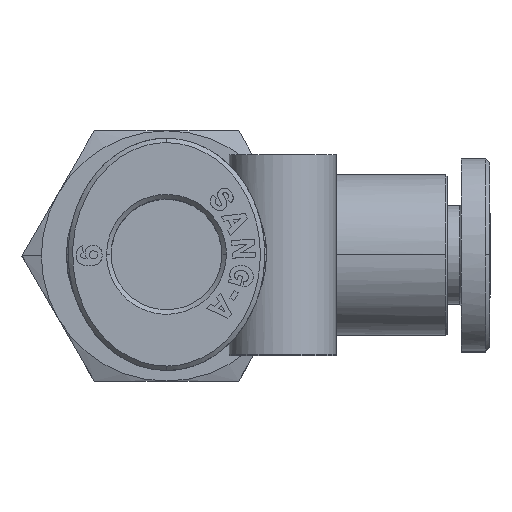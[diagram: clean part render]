
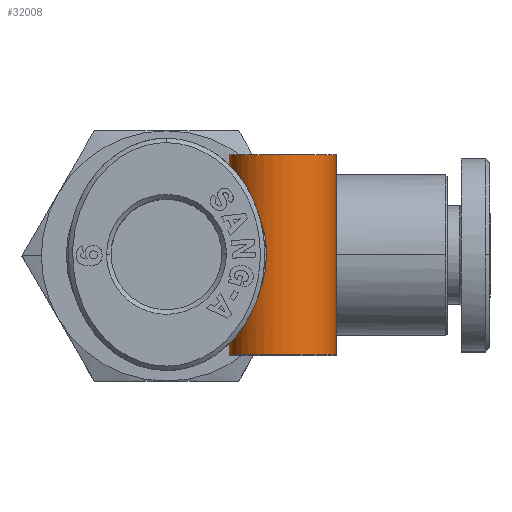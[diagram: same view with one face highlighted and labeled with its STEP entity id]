
A CAD part, top view. The second image highlights one B-rep face of the part: STEP entity #32008.
In plain terms, the highlighted cylindrical face has radius 3 mm (diameter 6 mm), a partial arc.
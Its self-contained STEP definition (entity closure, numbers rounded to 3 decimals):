
#731 = CARTESIAN_POINT ( 'NONE',  ( -12.599, 3.895, 5.175 ) ) ;
#1029 = LINE ( 'NONE', #38525, #47475 ) ;
#1084 = EDGE_LOOP ( 'NONE', ( #9716, #29677, #3883, #4781, #13275, #52611, #34194 ) ) ;
#2327 = CARTESIAN_POINT ( 'NONE',  ( -10.9, 4.371, 4.65 ) ) ;
#2409 = DIRECTION ( 'NONE',  ( 0., 1., 0. ) ) ;
#3001 = VERTEX_POINT ( 'NONE', #50260 ) ;
#3204 = EDGE_CURVE ( 'NONE', #25243, #8881, #1029, .T. ) ;
#3601 = CIRCLE ( 'NONE', #16203, 3. ) ;
#3883 = ORIENTED_EDGE ( 'NONE', *, *, #25818, .T. ) ;
#4762 = EDGE_CURVE ( 'NONE', #7190, #51084, #17921, .T. ) ;
#4781 = ORIENTED_EDGE ( 'NONE', *, *, #19055, .T. ) ;
#4864 = CARTESIAN_POINT ( 'NONE',  ( -13.607, 2.093, 6.351 ) ) ;
#5197 = CARTESIAN_POINT ( 'NONE',  ( -11.943, 4.218, 4.834 ) ) ;
#6872 = CIRCLE ( 'NONE', #33188, 3. ) ;
#7076 = VERTEX_POINT ( 'NONE', #46344 ) ;
#7107 = CARTESIAN_POINT ( 'NONE',  ( -13.762, 0., 6.75 ) ) ;
#7190 = VERTEX_POINT ( 'NONE', #31132 ) ;
#7762 = AXIS2_PLACEMENT_3D ( 'NONE', #11126, #2409, #11302 ) ;
#8881 = VERTEX_POINT ( 'NONE', #48820 ) ;
#8928 = CARTESIAN_POINT ( 'NONE',  ( -12.501, 3.96, 5.11 ) ) ;
#9386 = CARTESIAN_POINT ( 'NONE',  ( -10.9, -4.371, 4.65 ) ) ;
#9716 = ORIENTED_EDGE ( 'NONE', *, *, #4762, .F. ) ;
#11126 = CARTESIAN_POINT ( 'NONE',  ( -10.9, 0., 7.65 ) ) ;
#11222 = CARTESIAN_POINT ( 'NONE',  ( -12.787, -3.757, 5.308 ) ) ;
#11302 = DIRECTION ( 'NONE',  ( 0., 0., 1. ) ) ;
#12898 = CARTESIAN_POINT ( 'NONE',  ( -11.566, 4.313, 4.722 ) ) ;
#13275 = ORIENTED_EDGE ( 'NONE', *, *, #3204, .F. ) ;
#13400 = CARTESIAN_POINT ( 'NONE',  ( -13.762, 0.271, 6.75 ) ) ;
#14379 = CARTESIAN_POINT ( 'NONE',  ( -10.9, 0., 10.65 ) ) ;
#14968 = CARTESIAN_POINT ( 'NONE',  ( -12.184, -4.138, 4.928 ) ) ;
#15300 = CARTESIAN_POINT ( 'NONE',  ( -13.762, -0.271, 6.75 ) ) ;
#15469 = DIRECTION ( 'NONE',  ( 0., -1., 0. ) ) ;
#16203 = AXIS2_PLACEMENT_3D ( 'NONE', #19664, #15469, #33388 ) ;
#16964 = CARTESIAN_POINT ( 'NONE',  ( -11.82, 4.254, 4.792 ) ) ;
#17155 = EDGE_CURVE ( 'NONE', #3001, #51084, #42111, .T. ) ;
#17484 = CARTESIAN_POINT ( 'NONE',  ( -11.035, 4.371, 4.65 ) ) ;
#17921 = LINE ( 'NONE', #46009, #38264 ) ;
#18101 = CARTESIAN_POINT ( 'NONE',  ( -10.9, 5.6, 10.65 ) ) ;
#18144 = FACE_OUTER_BOUND ( 'NONE', #1084, .T. ) ;
#19055 = EDGE_CURVE ( 'NONE', #40974, #8881, #3601, .T. ) ;
#19067 = CARTESIAN_POINT ( 'NONE',  ( -11.435, -4.335, 4.695 ) ) ;
#19429 = CARTESIAN_POINT ( 'NONE',  ( -11.567, -4.313, 4.722 ) ) ;
#19664 = CARTESIAN_POINT ( 'NONE',  ( -10.9, 5.6, 7.65 ) ) ;
#21064 = CARTESIAN_POINT ( 'NONE',  ( -13.417, 2.794, 6.009 ) ) ;
#21412 = CARTESIAN_POINT ( 'NONE',  ( -13.756, 0.541, 6.73 ) ) ;
#23513 = CARTESIAN_POINT ( 'NONE',  ( -13.607, -2.093, 6.351 ) ) ;
#24197 = VECTOR ( 'NONE', #26646, 1000. ) ;
#25169 = CARTESIAN_POINT ( 'NONE',  ( -11.169, 4.364, 4.659 ) ) ;
#25243 = VERTEX_POINT ( 'NONE', #2327 ) ;
#25333 = CARTESIAN_POINT ( 'NONE',  ( -10.9, 4.371, 4.65 ) ) ;
#25497 = CARTESIAN_POINT ( 'NONE',  ( -13.762, 0., 6.75 ) ) ;
#25674 = CARTESIAN_POINT ( 'NONE',  ( -13.096, 3.413, 5.595 ) ) ;
#25818 = EDGE_CURVE ( 'NONE', #7076, #40974, #52211, .T. ) ;
#26646 = DIRECTION ( 'NONE',  ( 0., 1., 0. ) ) ;
#27409 = CARTESIAN_POINT ( 'NONE',  ( -12.607, -3.901, 5.171 ) ) ;
#27689 = CYLINDRICAL_SURFACE ( 'NONE', #7762, 3. ) ;
#27881 = DIRECTION ( 'NONE',  ( 0., 1., 0. ) ) ;
#29433 = CARTESIAN_POINT ( 'NONE',  ( -12.781, 3.75, 5.31 ) ) ;
#29677 = ORIENTED_EDGE ( 'NONE', *, *, #46556, .T. ) ;
#29962 = CARTESIAN_POINT ( 'NONE',  ( -12.29, 4.078, 4.989 ) ) ;
#30264 = DIRECTION ( 'NONE',  ( 0., 1., 0. ) ) ;
#31132 = CARTESIAN_POINT ( 'NONE',  ( -10.9, -5.6, 4.65 ) ) ;
#31386 = EDGE_CURVE ( 'NONE', #25243, #3001, #39908, .T. ) ;
#31712 = CARTESIAN_POINT ( 'NONE',  ( -13.096, -3.413, 5.595 ) ) ;
#32008 = ADVANCED_FACE ( 'NONE', ( #18144 ), #27689, .T. ) ;
#32488 = DIRECTION ( 'NONE',  ( 0., 0., 1. ) ) ;
#33188 = AXIS2_PLACEMENT_3D ( 'NONE', #39959, #27881, #32488 ) ;
#33388 = DIRECTION ( 'NONE',  ( 0., 0., 1. ) ) ;
#33532 = CARTESIAN_POINT ( 'NONE',  ( -13.71, 1.329, 6.596 ) ) ;
#33700 = CARTESIAN_POINT ( 'NONE',  ( -13.491, 2.569, 6.133 ) ) ;
#34194 = ORIENTED_EDGE ( 'NONE', *, *, #17155, .T. ) ;
#35605 = CARTESIAN_POINT ( 'NONE',  ( -13.71, -1.331, 6.596 ) ) ;
#35784 = CARTESIAN_POINT ( 'NONE',  ( -11.169, -4.364, 4.659 ) ) ;
#37765 = CARTESIAN_POINT ( 'NONE',  ( -13.649, 1.84, 6.446 ) ) ;
#38264 = VECTOR ( 'NONE', #30264, 1000. ) ;
#38525 = CARTESIAN_POINT ( 'NONE',  ( -10.9, 0., 4.65 ) ) ;
#39308 = CARTESIAN_POINT ( 'NONE',  ( -13.73, -1.068, 6.654 ) ) ;
#39680 = CARTESIAN_POINT ( 'NONE',  ( -11.948, -4.225, 4.827 ) ) ;
#39858 = CARTESIAN_POINT ( 'NONE',  ( -13.218, -3.221, 5.738 ) ) ;
#39908 = B_SPLINE_CURVE_WITH_KNOTS ( 'NONE', 3,
 ( #25333, #17484, #25169, #41832, #12898, #16964, #5197, #45904, #29962, #8928, #731, #29433, #45734, #25674, #45385, #21064, #33700, #4864, #37765, #33532, #49842, #21412, #13400, #25497 ),
 .UNSPECIFIED., .F., .F.,
 ( 4, 2, 2, 2, 2, 2, 2, 2, 2, 2, 2, 4 ),
 ( -0.006, -0.006, -0.006, -0.005, -0.005, -0.004, -0.004, -0.003, -0.002, -0.002, -0.001, 0. ),
 .UNSPECIFIED. ) ;
#39959 = CARTESIAN_POINT ( 'NONE',  ( -10.9, -5.6, 7.65 ) ) ;
#40974 = VERTEX_POINT ( 'NONE', #18101 ) ;
#41832 = CARTESIAN_POINT ( 'NONE',  ( -11.434, 4.335, 4.695 ) ) ;
#42111 = B_SPLINE_CURVE_WITH_KNOTS ( 'NONE', 3,
 ( #7107, #15300, #43562, #39308, #35605, #47634, #23513, #51766, #43382, #39858, #31712, #11222, #27409, #14968, #39680, #19429, #19067, #35784, #47459, #47807 ),
 .UNSPECIFIED., .F., .F.,
 ( 4, 2, 2, 2, 2, 2, 2, 2, 2, 4 ),
 ( 0., 0.001, 0.002, 0.002, 0.003, 0.004, 0.005, 0.006, 0.006, 0.006 ),
 .UNSPECIFIED. ) ;
#42595 = DIRECTION ( 'NONE',  ( 0., 1., 0. ) ) ;
#43382 = CARTESIAN_POINT ( 'NONE',  ( -13.416, -2.799, 6.007 ) ) ;
#43562 = CARTESIAN_POINT ( 'NONE',  ( -13.756, -0.538, 6.73 ) ) ;
#45385 = CARTESIAN_POINT ( 'NONE',  ( -13.219, 3.219, 5.739 ) ) ;
#45734 = CARTESIAN_POINT ( 'NONE',  ( -12.866, 3.67, 5.381 ) ) ;
#45904 = CARTESIAN_POINT ( 'NONE',  ( -12.177, 4.13, 4.932 ) ) ;
#46009 = CARTESIAN_POINT ( 'NONE',  ( -10.9, 0., 4.65 ) ) ;
#46344 = CARTESIAN_POINT ( 'NONE',  ( -10.9, -5.6, 10.65 ) ) ;
#46556 = EDGE_CURVE ( 'NONE', #7190, #7076, #6872, .T. ) ;
#47459 = CARTESIAN_POINT ( 'NONE',  ( -11.035, -4.371, 4.65 ) ) ;
#47475 = VECTOR ( 'NONE', #42595, 1000. ) ;
#47634 = CARTESIAN_POINT ( 'NONE',  ( -13.648, -1.846, 6.444 ) ) ;
#47807 = CARTESIAN_POINT ( 'NONE',  ( -10.9, -4.371, 4.65 ) ) ;
#48820 = CARTESIAN_POINT ( 'NONE',  ( -10.9, 5.6, 4.65 ) ) ;
#49842 = CARTESIAN_POINT ( 'NONE',  ( -13.73, 1.069, 6.653 ) ) ;
#50260 = CARTESIAN_POINT ( 'NONE',  ( -13.762, 0., 6.75 ) ) ;
#51084 = VERTEX_POINT ( 'NONE', #9386 ) ;
#51766 = CARTESIAN_POINT ( 'NONE',  ( -13.491, -2.569, 6.133 ) ) ;
#52211 = LINE ( 'NONE', #14379, #24197 ) ;
#52611 = ORIENTED_EDGE ( 'NONE', *, *, #31386, .T. ) ;
